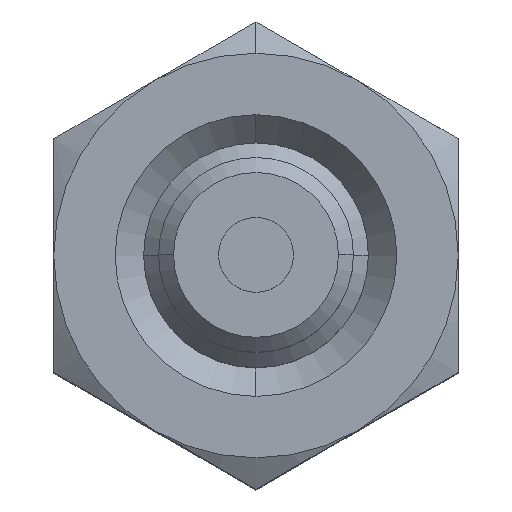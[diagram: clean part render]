
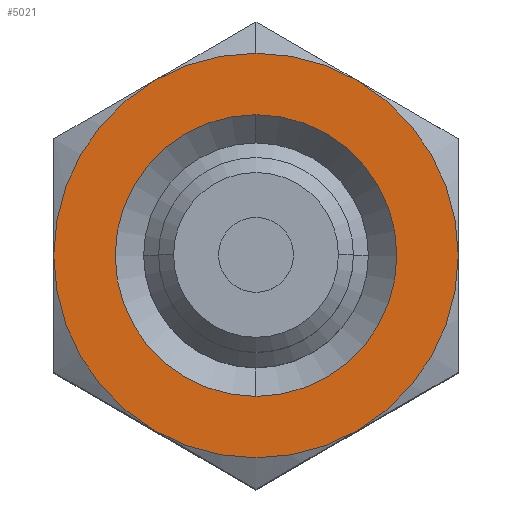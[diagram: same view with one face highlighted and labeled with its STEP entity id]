
A CAD part, top view. The second image highlights one B-rep face of the part: STEP entity #5021.
In plain terms, the highlighted planar face has unit normal (0, 0, 1).
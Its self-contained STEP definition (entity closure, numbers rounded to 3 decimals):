
#181=CARTESIAN_POINT('',(0.,0.,-4.95));
#182=DIRECTION('',(0.,0.,1.));
#183=DIRECTION('',(0.5,-0.866,0.));
#184=AXIS2_PLACEMENT_3D('',#181,#182,#183);
#186=CARTESIAN_POINT('',(0.,0.,-4.95));
#187=DIRECTION('',(0.,0.,1.));
#188=DIRECTION('',(0.,-1.,0.));
#189=AXIS2_PLACEMENT_3D('',#186,#187,#188);
#191=CARTESIAN_POINT('',(0.,0.,-4.95));
#192=DIRECTION('',(0.,0.,1.));
#193=DIRECTION('',(-0.5,-0.866,0.));
#194=AXIS2_PLACEMENT_3D('',#191,#192,#193);
#196=CARTESIAN_POINT('',(0.,0.,-4.95));
#197=DIRECTION('',(0.,0.,1.));
#198=DIRECTION('',(-1.,0.,0.));
#199=AXIS2_PLACEMENT_3D('',#196,#197,#198);
#201=CARTESIAN_POINT('',(0.,0.,-4.95));
#202=DIRECTION('',(0.,0.,1.));
#203=DIRECTION('',(-0.5,0.866,0.));
#204=AXIS2_PLACEMENT_3D('',#201,#202,#203);
#206=CARTESIAN_POINT('',(0.,0.,-4.95));
#207=DIRECTION('',(0.,0.,1.));
#208=DIRECTION('',(0.,1.,0.));
#209=AXIS2_PLACEMENT_3D('',#206,#207,#208);
#211=CARTESIAN_POINT('',(0.,0.,-4.95));
#212=DIRECTION('',(0.,0.,1.));
#213=DIRECTION('',(0.5,0.866,0.));
#214=AXIS2_PLACEMENT_3D('',#211,#212,#213);
#216=CARTESIAN_POINT('',(0.,0.,-4.95));
#217=DIRECTION('',(0.,0.,1.));
#218=DIRECTION('',(1.,0.,0.));
#219=AXIS2_PLACEMENT_3D('',#216,#217,#218);
#221=CARTESIAN_POINT('',(0.,0.,-4.95));
#222=DIRECTION('',(0.,0.,-1.));
#223=DIRECTION('',(0.,-1.,0.));
#224=AXIS2_PLACEMENT_3D('',#221,#222,#223);
#226=CARTESIAN_POINT('',(0.,0.,-4.95));
#227=DIRECTION('',(0.,0.,-1.));
#228=DIRECTION('',(0.,1.,0.));
#229=AXIS2_PLACEMENT_3D('',#226,#227,#228);
#231=CARTESIAN_POINT('',(-1.35,-2.338,-4.95));
#298=CARTESIAN_POINT('',(1.35,2.338,-4.95));
#4259=CARTESIAN_POINT('',(-1.35,2.338,-4.95));
#4260=CARTESIAN_POINT('',(-2.7,0.,-4.95));
#4261=VERTEX_POINT('',#4259);
#4262=VERTEX_POINT('',#4260);
#4265=VERTEX_POINT('',#298);
#4267=CARTESIAN_POINT('',(0.,2.7,-4.95));
#4268=VERTEX_POINT('',#4267);
#4269=VERTEX_POINT('',#231);
#4272=CARTESIAN_POINT('',(0.,-1.88,-4.95));
#4273=CARTESIAN_POINT('',(0.,1.88,-4.95));
#4274=VERTEX_POINT('',#4272);
#4275=VERTEX_POINT('',#4273);
#4288=CARTESIAN_POINT('',(1.35,-2.338,-4.95));
#4289=CARTESIAN_POINT('',(2.7,0.,-4.95));
#4290=VERTEX_POINT('',#4288);
#4291=VERTEX_POINT('',#4289);
#4293=CARTESIAN_POINT('',(0.,-2.7,-4.95));
#4294=VERTEX_POINT('',#4293);
#4993=CARTESIAN_POINT('',(0.,0.,-4.95));
#4994=DIRECTION('',(0.,0.,1.));
#4995=DIRECTION('',(0.,-1.,0.));
#4996=AXIS2_PLACEMENT_3D('',#4993,#4994,#4995);
#4997=PLANE('',#4996);
#4998=ORIENTED_EDGE('',*,*,#4980,.F.);
#5000=ORIENTED_EDGE('',*,*,#4999,.F.);
#5002=ORIENTED_EDGE('',*,*,#5001,.F.);
#5004=ORIENTED_EDGE('',*,*,#5003,.F.);
#5006=ORIENTED_EDGE('',*,*,#5005,.F.);
#5008=ORIENTED_EDGE('',*,*,#5007,.F.);
#5010=ORIENTED_EDGE('',*,*,#5009,.F.);
#5012=ORIENTED_EDGE('',*,*,#5011,.F.);
#5013=EDGE_LOOP('',(#4998,#5000,#5002,#5004,#5006,#5008,#5010,#5012));
#5014=FACE_OUTER_BOUND('',#5013,.F.);
#5016=ORIENTED_EDGE('',*,*,#5015,.F.);
#5018=ORIENTED_EDGE('',*,*,#5017,.F.);
#5019=EDGE_LOOP('',(#5016,#5018));
#5020=FACE_BOUND('',#5019,.F.);
#5021=ADVANCED_FACE('',(#5014,#5020),#4997,.T.);
#185=CIRCLE('',#184,2.7);
#190=CIRCLE('',#189,2.7);
#195=CIRCLE('',#194,2.7);
#200=CIRCLE('',#199,2.7);
#205=CIRCLE('',#204,2.7);
#210=CIRCLE('',#209,2.7);
#215=CIRCLE('',#214,2.7);
#220=CIRCLE('',#219,2.7);
#225=CIRCLE('',#224,1.88);
#230=CIRCLE('',#229,1.88);
#4980=EDGE_CURVE('',#4290,#4291,#185,.T.);
#4999=EDGE_CURVE('',#4294,#4290,#190,.T.);
#5001=EDGE_CURVE('',#4269,#4294,#195,.T.);
#5003=EDGE_CURVE('',#4262,#4269,#200,.T.);
#5005=EDGE_CURVE('',#4261,#4262,#205,.T.);
#5007=EDGE_CURVE('',#4268,#4261,#210,.T.);
#5009=EDGE_CURVE('',#4265,#4268,#215,.T.);
#5011=EDGE_CURVE('',#4291,#4265,#220,.T.);
#5015=EDGE_CURVE('',#4274,#4275,#225,.T.);
#5017=EDGE_CURVE('',#4275,#4274,#230,.T.);
